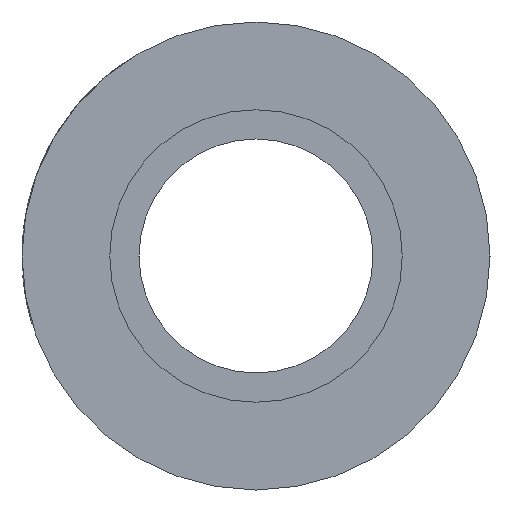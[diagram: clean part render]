
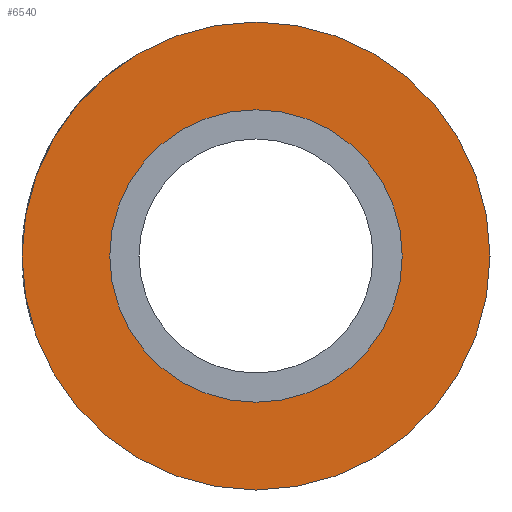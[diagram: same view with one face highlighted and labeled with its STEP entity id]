
A CAD part, left-side view. The second image highlights one B-rep face of the part: STEP entity #6540.
In plain terms, the highlighted planar face has unit normal (-1, 0, 0).
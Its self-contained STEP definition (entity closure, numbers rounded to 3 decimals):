
#65 = PLANE ( 'NONE',  #1572 ) ;
#122 = ORIENTED_EDGE ( 'NONE', *, *, #505, .F. ) ;
#505 = EDGE_CURVE ( 'NONE', #3966, #4643, #3425, .T. ) ;
#723 = DIRECTION ( 'NONE',  ( -1., 0., 0. ) ) ;
#740 = DIRECTION ( 'NONE',  ( 0., 0., -1. ) ) ;
#1120 = CARTESIAN_POINT ( 'NONE',  ( 0., 0., -10. ) ) ;
#1295 = CARTESIAN_POINT ( 'NONE',  ( 0., 0., 0. ) ) ;
#1530 = CARTESIAN_POINT ( 'NONE',  ( 0., 0., 10. ) ) ;
#1572 = AXIS2_PLACEMENT_3D ( 'NONE', #4596, #5185, #740 ) ;
#1677 = EDGE_CURVE ( 'NONE', #7952, #3211, #4095, .T. ) ;
#1954 = FACE_BOUND ( 'NONE', #6133, .T. ) ;
#2233 = DIRECTION ( 'NONE',  ( -1., 0., 0. ) ) ;
#2799 = ORIENTED_EDGE ( 'NONE', *, *, #6073, .T. ) ;
#3211 = VERTEX_POINT ( 'NONE', #8087 ) ;
#3290 = AXIS2_PLACEMENT_3D ( 'NONE', #4145, #4265, #6687 ) ;
#3425 = CIRCLE ( 'NONE', #5835, 10. ) ;
#3443 = AXIS2_PLACEMENT_3D ( 'NONE', #1295, #4526, #5773 ) ;
#3664 = CARTESIAN_POINT ( 'NONE',  ( 0., 0., 16. ) ) ;
#3966 = VERTEX_POINT ( 'NONE', #1530 ) ;
#3990 = EDGE_LOOP ( 'NONE', ( #7082, #2799 ) ) ;
#4095 = CIRCLE ( 'NONE', #3290, 16. ) ;
#4145 = CARTESIAN_POINT ( 'NONE',  ( 0., 0., 0. ) ) ;
#4265 = DIRECTION ( 'NONE',  ( -1., 0., 0. ) ) ;
#4375 = AXIS2_PLACEMENT_3D ( 'NONE', #7745, #723, #6568 ) ;
#4405 = EDGE_CURVE ( 'NONE', #4643, #3966, #7974, .T. ) ;
#4526 = DIRECTION ( 'NONE',  ( -1., 0., 0. ) ) ;
#4596 = CARTESIAN_POINT ( 'NONE',  ( 0., 0., 0. ) ) ;
#4643 = VERTEX_POINT ( 'NONE', #1120 ) ;
#4673 = CARTESIAN_POINT ( 'NONE',  ( 0., 0., 0. ) ) ;
#5185 = DIRECTION ( 'NONE',  ( 1., 0., 0. ) ) ;
#5773 = DIRECTION ( 'NONE',  ( 0., 0., 1. ) ) ;
#5835 = AXIS2_PLACEMENT_3D ( 'NONE', #4673, #2233, #6081 ) ;
#6073 = EDGE_CURVE ( 'NONE', #3211, #7952, #7585, .T. ) ;
#6081 = DIRECTION ( 'NONE',  ( 0., 0., 1. ) ) ;
#6133 = EDGE_LOOP ( 'NONE', ( #122, #7728 ) ) ;
#6540 = ADVANCED_FACE ( 'NONE', ( #1954, #7724 ), #65, .F. ) ;
#6568 = DIRECTION ( 'NONE',  ( 0., 0., 1. ) ) ;
#6687 = DIRECTION ( 'NONE',  ( 0., 0., 1. ) ) ;
#7082 = ORIENTED_EDGE ( 'NONE', *, *, #1677, .T. ) ;
#7585 = CIRCLE ( 'NONE', #3443, 16. ) ;
#7724 = FACE_OUTER_BOUND ( 'NONE', #3990, .T. ) ;
#7728 = ORIENTED_EDGE ( 'NONE', *, *, #4405, .F. ) ;
#7745 = CARTESIAN_POINT ( 'NONE',  ( 0., 0., 0. ) ) ;
#7952 = VERTEX_POINT ( 'NONE', #3664 ) ;
#7974 = CIRCLE ( 'NONE', #4375, 10. ) ;
#8087 = CARTESIAN_POINT ( 'NONE',  ( 0., 0., -16. ) ) ;
